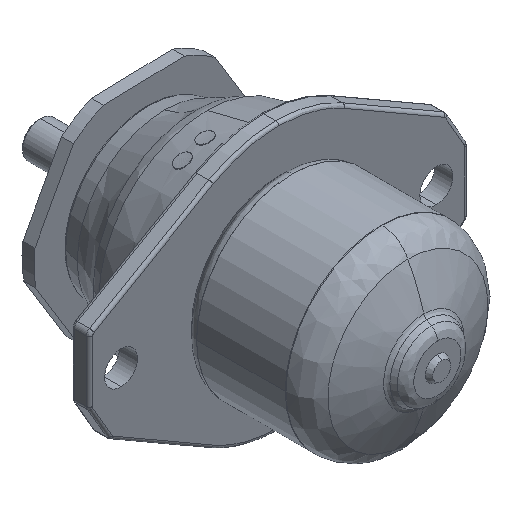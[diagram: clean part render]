
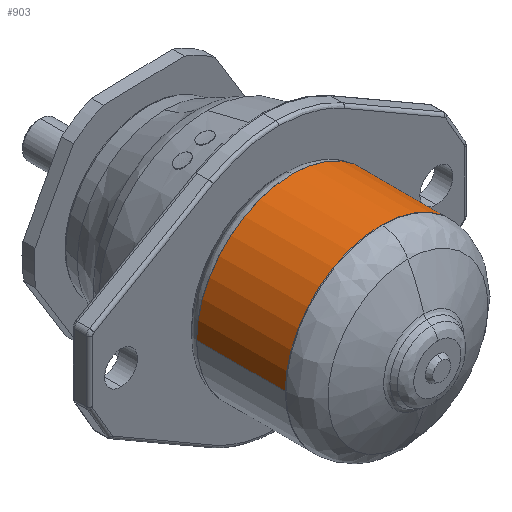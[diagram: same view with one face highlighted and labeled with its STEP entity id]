
A CAD part, isometric view. The second image highlights one B-rep face of the part: STEP entity #903.
In plain terms, the highlighted cylindrical face has radius 31.982 mm (diameter 63.964 mm), a partial arc.
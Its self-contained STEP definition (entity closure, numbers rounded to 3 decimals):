
#659 = EDGE_CURVE ( 'NONE', #692, #754, #3810, .T. ) ;
#677 = VERTEX_POINT ( 'NONE', #3781 ) ;
#692 = VERTEX_POINT ( 'NONE', #3908 ) ;
#719 = VERTEX_POINT ( 'NONE', #4046 ) ;
#720 = EDGE_CURVE ( 'NONE', #719, #677, #4159, .T. ) ;
#754 = VERTEX_POINT ( 'NONE', #4415 ) ;
#757 = EDGE_LOOP ( 'NONE', ( #917, #928, #919, #920, #825, #822 ) ) ;
#798 = VERTEX_POINT ( 'NONE', #4447 ) ;
#822 = ORIENTED_EDGE ( 'NONE', *, *, #856, .F. ) ;
#823 = EDGE_CURVE ( 'NONE', #798, #898, #4460, .T. ) ;
#825 = ORIENTED_EDGE ( 'NONE', *, *, #823, .F. ) ;
#856 = EDGE_CURVE ( 'NONE', #754, #798, #4657, .T. ) ;
#898 = VERTEX_POINT ( 'NONE', #4804 ) ;
#901 = EDGE_CURVE ( 'NONE', #692, #719, #4801, .T. ) ;
#903 = ADVANCED_FACE ( 'NONE', ( #4645 ), #4397, .T. ) ;
#904 = EDGE_CURVE ( 'NONE', #677, #898, #4400, .T. ) ;
#917 = ORIENTED_EDGE ( 'NONE', *, *, #659, .F. ) ;
#919 = ORIENTED_EDGE ( 'NONE', *, *, #720, .T. ) ;
#920 = ORIENTED_EDGE ( 'NONE', *, *, #904, .T. ) ;
#928 = ORIENTED_EDGE ( 'NONE', *, *, #901, .T. ) ;
#3781 = CARTESIAN_POINT ( 'NONE',  ( 0., -40.14, 31.982 ) ) ;
#3795 = DIRECTION ( 'NONE',  ( 0., 0., -1. ) ) ;
#3796 = DIRECTION ( 'NONE',  ( 0., 1., 0. ) ) ;
#3797 = AXIS2_PLACEMENT_3D ( 'NONE', #3884, #3796, #3795 ) ;
#3810 = CIRCLE ( 'NONE', #3797, 31.982 ) ;
#3884 = CARTESIAN_POINT ( 'NONE',  ( 0., -10.621, 0. ) ) ;
#3908 = CARTESIAN_POINT ( 'NONE',  ( -31.982, -10.621, 0. ) ) ;
#4035 = DIRECTION ( 'NONE',  ( 1., 0., 0. ) ) ;
#4036 = DIRECTION ( 'NONE',  ( 0., 1., 0. ) ) ;
#4040 = AXIS2_PLACEMENT_3D ( 'NONE', #4045, #4036, #4035 ) ;
#4045 = CARTESIAN_POINT ( 'NONE',  ( 0., -40.14, 0. ) ) ;
#4046 = CARTESIAN_POINT ( 'NONE',  ( -31.982, -40.14, 0. ) ) ;
#4159 = CIRCLE ( 'NONE', #4040, 31.982 ) ;
#4200 = DIRECTION ( 'NONE',  ( 1., 0., 0. ) ) ;
#4302 = DIRECTION ( 'NONE',  ( 0., 1., 0. ) ) ;
#4303 = CARTESIAN_POINT ( 'NONE',  ( 0., -40.14, 0. ) ) ;
#4304 = DIRECTION ( 'NONE',  ( 1., 0., 0. ) ) ;
#4305 = DIRECTION ( 'NONE',  ( 0., -1., 0. ) ) ;
#4312 = CARTESIAN_POINT ( 'NONE',  ( 0., -60.3, 0. ) ) ;
#4397 = CYLINDRICAL_SURFACE ( 'NONE', #4398, 31.982 ) ;
#4398 = AXIS2_PLACEMENT_3D ( 'NONE', #4312, #4305, #4304 ) ;
#4399 = AXIS2_PLACEMENT_3D ( 'NONE', #4303, #4302, #4200 ) ;
#4400 = CIRCLE ( 'NONE', #4399, 31.982 ) ;
#4415 = CARTESIAN_POINT ( 'NONE',  ( 0., -10.621, 31.982 ) ) ;
#4447 = CARTESIAN_POINT ( 'NONE',  ( 31.982, -10.621, 0. ) ) ;
#4460 = LINE ( 'NONE', #4552, #4551 ) ;
#4550 = DIRECTION ( 'NONE',  ( 0., -1., 0. ) ) ;
#4551 = VECTOR ( 'NONE', #4550, 1000. ) ;
#4552 = CARTESIAN_POINT ( 'NONE',  ( 31.982, -60.3, 0. ) ) ;
#4641 = DIRECTION ( 'NONE',  ( 0., -1., 0. ) ) ;
#4642 = VECTOR ( 'NONE', #4641, 1000. ) ;
#4643 = CARTESIAN_POINT ( 'NONE',  ( -31.982, -60.3, 0. ) ) ;
#4645 = FACE_OUTER_BOUND ( 'NONE', #757, .T. ) ;
#4657 = CIRCLE ( 'NONE', #4768, 31.982 ) ;
#4764 = DIRECTION ( 'NONE',  ( 0., 0., -1. ) ) ;
#4765 = DIRECTION ( 'NONE',  ( 0., 1., 0. ) ) ;
#4768 = AXIS2_PLACEMENT_3D ( 'NONE', #4784, #4765, #4764 ) ;
#4784 = CARTESIAN_POINT ( 'NONE',  ( 0., -10.621, 0. ) ) ;
#4801 = LINE ( 'NONE', #4643, #4642 ) ;
#4804 = CARTESIAN_POINT ( 'NONE',  ( 31.982, -40.14, 0. ) ) ;
